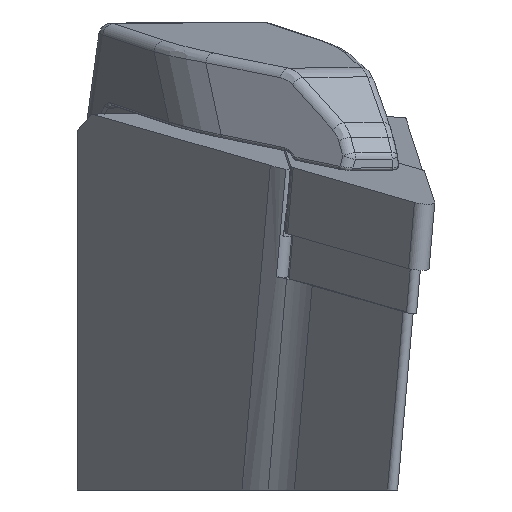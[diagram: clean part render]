
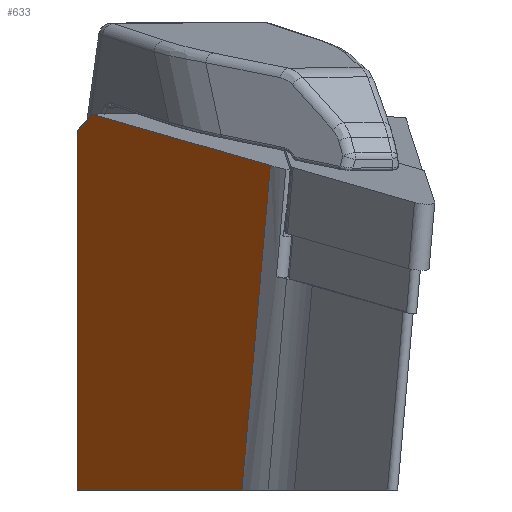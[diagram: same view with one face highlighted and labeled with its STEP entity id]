
A CAD part, left-side view. The second image highlights one B-rep face of the part: STEP entity #633.
In plain terms, the highlighted planar face has unit normal (-0.618, 0.785, -0.03).
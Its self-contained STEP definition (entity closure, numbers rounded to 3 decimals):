
#633=ADVANCED_FACE('',(#832),#763,.F.);
#763=PLANE('',#2835);
#832=FACE_OUTER_BOUND('',#968,.T.);
#968=EDGE_LOOP('',(#1655,#1656,#1657,#1658,#1659));
#1117=LINE('',#3865,#1306);
#1135=LINE('',#3937,#1324);
#1153=LINE('',#3982,#1342);
#1165=LINE('',#4007,#1354);
#1166=LINE('',#4008,#1355);
#1306=VECTOR('',#3111,1.);
#1324=VECTOR('',#3181,1.);
#1342=VECTOR('',#3219,1.);
#1354=VECTOR('',#3251,1.);
#1355=VECTOR('',#3252,1.);
#1655=ORIENTED_EDGE('',*,*,#2464,.F.);
#1656=ORIENTED_EDGE('',*,*,#2451,.F.);
#1657=ORIENTED_EDGE('',*,*,#2428,.T.);
#1658=ORIENTED_EDGE('',*,*,#2465,.T.);
#1659=ORIENTED_EDGE('',*,*,#2394,.T.);
#2178=VERTEX_POINT('',#3864);
#2179=VERTEX_POINT('',#3866);
#2200=VERTEX_POINT('',#3938);
#2201=VERTEX_POINT('',#3939);
#2217=VERTEX_POINT('',#3983);
#2394=EDGE_CURVE('',#2179,#2178,#1117,.T.);
#2428=EDGE_CURVE('',#2200,#2201,#1135,.T.);
#2451=EDGE_CURVE('',#2200,#2217,#1153,.T.);
#2464=EDGE_CURVE('',#2217,#2178,#1165,.T.);
#2465=EDGE_CURVE('',#2201,#2179,#1166,.T.);
#2835=AXIS2_PLACEMENT_3D('',#4009,#3253,#3254);
#3111=DIRECTION('',(0.657,0.496,-0.568));
#3181=DIRECTION('',(-0.156,-0.086,0.984));
#3219=DIRECTION('',(0.786,0.619,0.));
#3251=DIRECTION('',(-0.048,0.,0.999));
#3252=DIRECTION('',(0.77,0.613,0.176));
#3253=DIRECTION('',(0.618,-0.785,0.03));
#3254=DIRECTION('',(0.786,0.619,0.));
#3864=CARTESIAN_POINT('',(29.998,0.,5.154));
#3865=CARTESIAN_POINT('',(37.499,5.661,-1.326));
#3866=CARTESIAN_POINT('',(28.682,-0.993,6.291));
#3937=CARTESIAN_POINT('',(19.165,-10.09,-36.305));
#3938=CARTESIAN_POINT('',(16.573,-11.517,-20.));
#3939=CARTESIAN_POINT('',(12.964,-13.503,2.697));
#3982=CARTESIAN_POINT('',(18.867,-9.711,-20.));
#3983=CARTESIAN_POINT('',(31.202,0.,-20.));
#4007=CARTESIAN_POINT('',(31.953,0.,-35.694));
#4008=CARTESIAN_POINT('',(11.283,-14.841,2.313));
#4009=CARTESIAN_POINT('',(19.165,-10.09,-36.305));
